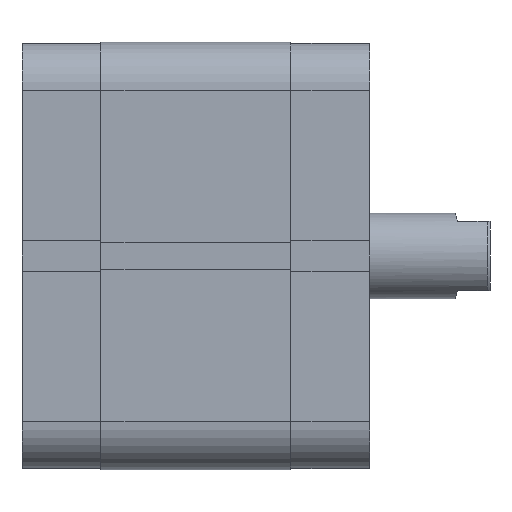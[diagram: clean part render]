
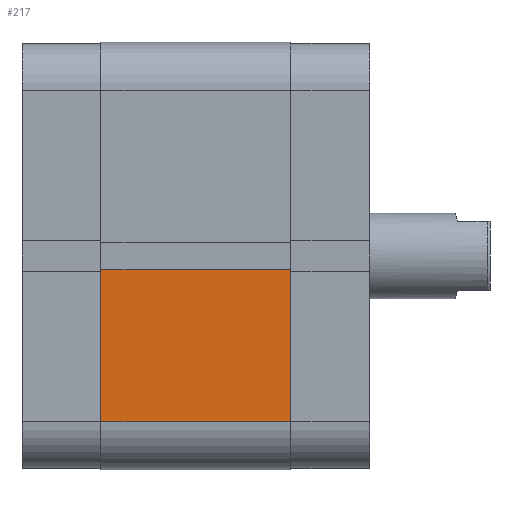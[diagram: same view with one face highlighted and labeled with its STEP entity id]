
A CAD part, front view. The second image highlights one B-rep face of the part: STEP entity #217.
In plain terms, the highlighted planar face has unit normal (0, -1, 0).
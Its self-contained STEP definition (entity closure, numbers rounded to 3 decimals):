
#217 = ADVANCED_FACE ( 'NONE', ( #3452 ), #1478, .F. ) ;
#552 = VERTEX_POINT ( 'NONE', #5531 ) ;
#553 = VERTEX_POINT ( 'NONE', #5532 ) ;
#554 = VERTEX_POINT ( 'NONE', #5533 ) ;
#555 = VERTEX_POINT ( 'NONE', #5534 ) ;
#1478 = PLANE ( 'NONE',  #2410 ) ;
#1481 = CARTESIAN_POINT ( 'NONE',  ( 0., -40., 35.5 ) ) ;
#1487 = DIRECTION ( 'NONE',  ( 0., 1., 0. ) ) ;
#1488 = DIRECTION ( 'NONE',  ( 0., 0., 1. ) ) ;
#1690 = EDGE_CURVE ( 'NONE', #552, #554, #3497, .T. ) ;
#1691 = EDGE_CURVE ( 'NONE', #555, #554, #3499, .T. ) ;
#1695 = EDGE_CURVE ( 'NONE', #553, #555, #3511, .T. ) ;
#2168 = EDGE_CURVE ( 'NONE', #553, #552, #4298, .T. ) ;
#2410 = AXIS2_PLACEMENT_3D ( 'NONE', #1481, #1487, #1488 ) ;
#2807 = CARTESIAN_POINT ( 'NONE',  ( -31., -40., 35.5 ) ) ;
#2808 = DIRECTION ( 'NONE',  ( 0., 0., -1. ) ) ;
#3098 = ORIENTED_EDGE ( 'NONE', *, *, #2168, .T. ) ;
#3099 = ORIENTED_EDGE ( 'NONE', *, *, #1691, .F. ) ;
#3100 = ORIENTED_EDGE ( 'NONE', *, *, #1695, .F. ) ;
#3104 = ORIENTED_EDGE ( 'NONE', *, *, #1690, .T. ) ;
#3452 = FACE_OUTER_BOUND ( 'NONE', #5042, .T. ) ;
#3497 = LINE ( 'NONE', #5700, #3506 ) ;
#3499 = LINE ( 'NONE', #5706, #3507 ) ;
#3506 = VECTOR ( 'NONE', #5707, 1000. ) ;
#3507 = VECTOR ( 'NONE', #5709, 1000. ) ;
#3510 = VECTOR ( 'NONE', #5719, 1000. ) ;
#3511 = LINE ( 'NONE', #5718, #3510 ) ;
#4275 = VECTOR ( 'NONE', #2808, 1000. ) ;
#4298 = LINE ( 'NONE', #2807, #4275 ) ;
#5042 = EDGE_LOOP ( 'NONE', ( #3104, #3099, #3100, #3098 ) ) ;
#5531 = CARTESIAN_POINT ( 'NONE',  ( -31., -40., 0. ) ) ;
#5532 = CARTESIAN_POINT ( 'NONE',  ( -31., -40., 35.5 ) ) ;
#5533 = CARTESIAN_POINT ( 'NONE',  ( -2.6, -40., 0. ) ) ;
#5534 = CARTESIAN_POINT ( 'NONE',  ( -2.6, -40., 35.5 ) ) ;
#5700 = CARTESIAN_POINT ( 'NONE',  ( 0., -40., 0. ) ) ;
#5706 = CARTESIAN_POINT ( 'NONE',  ( -2.6, -40., 35.5 ) ) ;
#5707 = DIRECTION ( 'NONE',  ( 1., 0., 0. ) ) ;
#5709 = DIRECTION ( 'NONE',  ( 0., 0., -1. ) ) ;
#5718 = CARTESIAN_POINT ( 'NONE',  ( 0., -40., 35.5 ) ) ;
#5719 = DIRECTION ( 'NONE',  ( 1., 0., 0. ) ) ;
